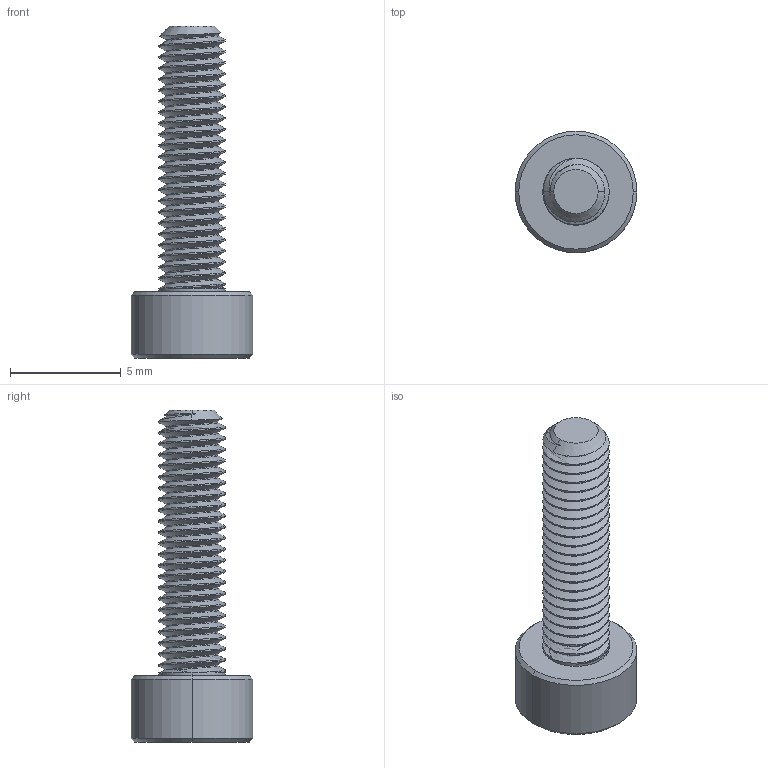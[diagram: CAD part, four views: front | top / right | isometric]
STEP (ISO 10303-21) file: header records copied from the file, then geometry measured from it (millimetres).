
FILE_DESCRIPTION (( 'STEP AP203' ), '1' );
FILE_NAME ('内六角螺丝 M3 x 14.STEP_默认_sldprt.STEP', '2025-11-13T14:26:42', ( '' ), ( '' ), 'SwSTEP 2.0', 'SolidWorks 2020', '' );
FILE_SCHEMA (( 'CONFIG_CONTROL_DESIGN' ));
Length unit declared in the file: millimetre
Products named in the file (1): 内六角螺丝 M3 x 14.STEP_默认_sldprt
Bounding box: 5.5 x 5.5 x 15 mm (x, y, z)
Volume: 128.3 mm3; surface area: 282.7 mm2
Topology: 1 solids, 1 shells, 125 faces, 344 edges, 223 vertices
Faces by surface type: cylinder 97, cone 16, plane 10, bspline 2
Entity records: 6678 total; most frequent: CARTESIAN_POINT 4002, ORIENTED_EDGE 688, DIRECTION 415, EDGE_CURVE 344, VERTEX_POINT 223, AXIS2_PLACEMENT_3D 149, EDGE_LOOP 127, ADVANCED_FACE 125
